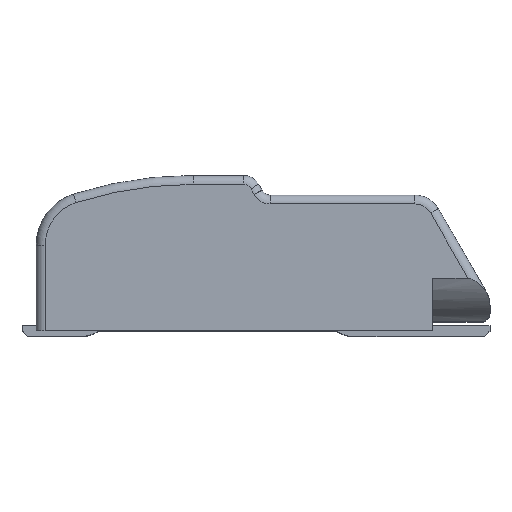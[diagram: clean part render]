
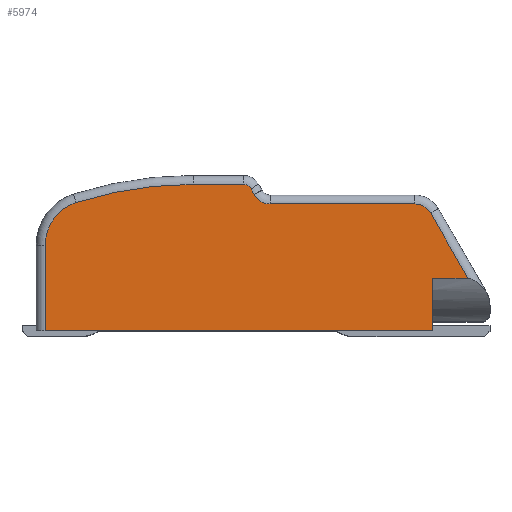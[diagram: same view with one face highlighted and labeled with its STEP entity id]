
A CAD part, top view. The second image highlights one B-rep face of the part: STEP entity #5974.
In plain terms, the highlighted planar face has unit normal (0, 0, 1).
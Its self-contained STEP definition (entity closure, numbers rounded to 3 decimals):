
#204=CIRCLE('',#6272,1.25);
#205=CIRCLE('',#6273,0.5);
#206=CIRCLE('',#6274,0.5);
#207=CIRCLE('',#6275,0.25);
#208=CIRCLE('',#6276,10.75);
#617=ORIENTED_EDGE('',*,*,#1879,.T.);
#618=ORIENTED_EDGE('',*,*,#1880,.T.);
#619=ORIENTED_EDGE('',*,*,#1881,.T.);
#620=ORIENTED_EDGE('',*,*,#1882,.T.);
#621=ORIENTED_EDGE('',*,*,#1883,.T.);
#622=ORIENTED_EDGE('',*,*,#1884,.T.);
#623=ORIENTED_EDGE('',*,*,#1885,.T.);
#624=ORIENTED_EDGE('',*,*,#1886,.T.);
#625=ORIENTED_EDGE('',*,*,#1887,.T.);
#626=ORIENTED_EDGE('',*,*,#1888,.T.);
#627=ORIENTED_EDGE('',*,*,#1889,.T.);
#628=ORIENTED_EDGE('',*,*,#1890,.T.);
#629=ORIENTED_EDGE('',*,*,#1891,.T.);
#1879=EDGE_CURVE('',#2497,#2498,#204,.T.);
#1880=EDGE_CURVE('',#2498,#2499,#2882,.T.);
#1881=EDGE_CURVE('',#2499,#2500,#2883,.T.);
#1882=EDGE_CURVE('',#2500,#2501,#2884,.T.);
#1883=EDGE_CURVE('',#2501,#2502,#2885,.T.);
#1884=EDGE_CURVE('',#2502,#2503,#2886,.T.);
#1885=EDGE_CURVE('',#2503,#2504,#205,.T.);
#1886=EDGE_CURVE('',#2504,#2505,#2887,.T.);
#1887=EDGE_CURVE('',#2505,#2506,#206,.F.);
#1888=EDGE_CURVE('',#2506,#2507,#2888,.T.);
#1889=EDGE_CURVE('',#2507,#2508,#207,.T.);
#1890=EDGE_CURVE('',#2508,#2509,#2889,.T.);
#1891=EDGE_CURVE('',#2509,#2497,#208,.T.);
#2497=VERTEX_POINT('',#8447);
#2498=VERTEX_POINT('',#8448);
#2499=VERTEX_POINT('',#8450);
#2500=VERTEX_POINT('',#8452);
#2501=VERTEX_POINT('',#8454);
#2502=VERTEX_POINT('',#8456);
#2503=VERTEX_POINT('',#8458);
#2504=VERTEX_POINT('',#8460);
#2505=VERTEX_POINT('',#8462);
#2506=VERTEX_POINT('',#8464);
#2507=VERTEX_POINT('',#8466);
#2508=VERTEX_POINT('',#8468);
#2509=VERTEX_POINT('',#8470);
#2882=LINE('',#8449,#3304);
#2883=LINE('',#8451,#3305);
#2884=LINE('',#8453,#3306);
#2885=LINE('',#8455,#3307);
#2886=LINE('',#8457,#3308);
#2887=LINE('',#8461,#3309);
#2888=LINE('',#8465,#3310);
#2889=LINE('',#8469,#3311);
#3304=VECTOR('',#6945,1000.);
#3305=VECTOR('',#6946,1000.);
#3306=VECTOR('',#6947,1000.);
#3307=VECTOR('',#6948,1000.);
#3308=VECTOR('',#6949,1000.);
#3309=VECTOR('',#6952,1000.);
#3310=VECTOR('',#6955,1000.);
#3311=VECTOR('',#6958,1000.);
#3637=EDGE_LOOP('',(#617,#618,#619,#620,#621,#622,#623,#624,#625,#626,#627,
#628,#629));
#3889=FACE_BOUND('',#3637,.T.);
#4118=PLANE('',#6271);
#5974=ADVANCED_FACE('',(#3889),#4118,.T.);
#6271=AXIS2_PLACEMENT_3D('',#8445,#6941,#6942);
#6272=AXIS2_PLACEMENT_3D('',#8446,#6943,#6944);
#6273=AXIS2_PLACEMENT_3D('',#8459,#6950,#6951);
#6274=AXIS2_PLACEMENT_3D('',#8463,#6953,#6954);
#6275=AXIS2_PLACEMENT_3D('',#8467,#6956,#6957);
#6276=AXIS2_PLACEMENT_3D('',#8471,#6959,#6960);
#6941=DIRECTION('',(0.,0.,1.));
#6942=DIRECTION('',(1.,0.,0.));
#6943=DIRECTION('',(0.,0.,1.));
#6944=DIRECTION('',(1.,0.,0.));
#6945=DIRECTION('',(0.,-1.,0.));
#6946=DIRECTION('',(1.,0.,0.));
#6947=DIRECTION('',(0.,1.,0.));
#6948=DIRECTION('',(1.,0.,0.));
#6949=DIRECTION('',(-0.5,0.866,0.));
#6950=DIRECTION('',(0.,0.,1.));
#6951=DIRECTION('',(1.,0.,0.));
#6952=DIRECTION('',(-1.,0.,0.));
#6953=DIRECTION('',(0.,0.,1.));
#6954=DIRECTION('',(1.,0.,0.));
#6955=DIRECTION('',(-0.5,0.866,0.));
#6956=DIRECTION('',(0.,0.,1.));
#6957=DIRECTION('',(1.,0.,0.));
#6958=DIRECTION('',(-1.,0.,0.));
#6959=DIRECTION('',(0.,0.,1.));
#6960=DIRECTION('',(1.,0.,0.));
#8445=CARTESIAN_POINT('',(-11.2,2.4,7.9));
#8446=CARTESIAN_POINT('',(-11.2,2.4,7.9));
#8447=CARTESIAN_POINT('',(-11.58,3.591,7.9));
#8448=CARTESIAN_POINT('',(-12.45,2.4,7.9));
#8449=CARTESIAN_POINT('',(-12.45,0.,7.9));
#8450=CARTESIAN_POINT('',(-12.45,0.,7.9));
#8451=CARTESIAN_POINT('',(-12.7,0.,7.9));
#8452=CARTESIAN_POINT('',(-1.6,0.,7.9));
#8453=CARTESIAN_POINT('',(-1.6,0.,7.9));
#8454=CARTESIAN_POINT('',(-1.6,1.475,7.9));
#8455=CARTESIAN_POINT('',(-1.6,1.475,7.9));
#8456=CARTESIAN_POINT('',(-0.613,1.475,7.9));
#8457=CARTESIAN_POINT('',(-1.667,3.3,7.9));
#8458=CARTESIAN_POINT('',(-1.667,3.3,7.9));
#8459=CARTESIAN_POINT('',(-2.1,3.05,7.9));
#8460=CARTESIAN_POINT('',(-2.1,3.55,7.9));
#8461=CARTESIAN_POINT('',(-6.156,3.55,7.9));
#8462=CARTESIAN_POINT('',(-6.156,3.55,7.9));
#8463=CARTESIAN_POINT('',(-6.156,4.05,7.9));
#8464=CARTESIAN_POINT('',(-6.6,3.819,7.9));
#8465=CARTESIAN_POINT('',(-6.689,3.975,7.9));
#8466=CARTESIAN_POINT('',(-6.689,3.975,7.9));
#8467=CARTESIAN_POINT('',(-6.906,3.85,7.9));
#8468=CARTESIAN_POINT('',(-6.906,4.1,7.9));
#8469=CARTESIAN_POINT('',(-8.311,4.1,7.9));
#8470=CARTESIAN_POINT('',(-8.311,4.1,7.9));
#8471=CARTESIAN_POINT('',(-8.311,-6.65,7.9));
